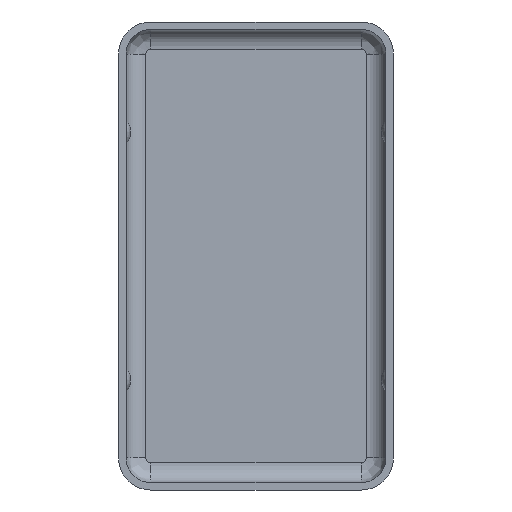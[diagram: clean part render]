
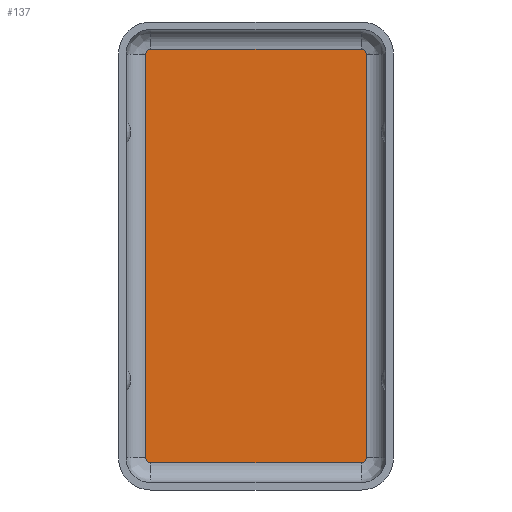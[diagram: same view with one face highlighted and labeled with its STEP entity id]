
A CAD part, front view. The second image highlights one B-rep face of the part: STEP entity #137.
In plain terms, the highlighted planar face has unit normal (0, -1, 0).
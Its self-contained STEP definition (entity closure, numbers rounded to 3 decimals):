
#137 = ADVANCED_FACE( 'NONE', ( #284 ), #285, .T. );
#284 = FACE_OUTER_BOUND( '', #539, .T. );
#285 = PLANE( '', #540 );
#539 = EDGE_LOOP( '', ( #898, #899, #900, #901, #902, #903, #904, #905 ) );
#540 = AXIS2_PLACEMENT_3D( '', #906, #907, #908 );
#898 = ORIENTED_EDGE( '', *, *, #1006, .F. );
#899 = ORIENTED_EDGE( '', *, *, #1074, .F. );
#900 = ORIENTED_EDGE( '', *, *, #956, .F. );
#901 = ORIENTED_EDGE( '', *, *, #1052, .T. );
#902 = ORIENTED_EDGE( '', *, *, #1025, .T. );
#903 = ORIENTED_EDGE( '', *, *, #1062, .F. );
#904 = ORIENTED_EDGE( '', *, *, #1041, .T. );
#905 = ORIENTED_EDGE( '', *, *, #1075, .T. );
#906 = CARTESIAN_POINT( '', ( 4.25, 0., -8.15 ) );
#907 = DIRECTION( '', ( 0., -1., 0. ) );
#908 = DIRECTION( '', ( 0., 0., -1. ) );
#956 = EDGE_CURVE( 'NONE', #1088, #1090, #1091, .T. );
#1006 = EDGE_CURVE( 'NONE', #1169, #1171, #1172, .T. );
#1025 = EDGE_CURVE( 'NONE', #1200, #1198, #1201, .T. );
#1041 = EDGE_CURVE( 'NONE', #1224, #1222, #1225, .T. );
#1052 = EDGE_CURVE( 'NONE', #1088, #1200, #1237, .T. );
#1062 = EDGE_CURVE( 'NONE', #1224, #1198, #1248, .T. );
#1074 = EDGE_CURVE( 'NONE', #1090, #1169, #1261, .T. );
#1075 = EDGE_CURVE( 'NONE', #1222, #1171, #1262, .T. );
#1088 = VERTEX_POINT( 'NONE', #1276 );
#1090 = VERTEX_POINT( 'NONE', #1278 );
#1091 = LINE( '', #1279, #1280 );
#1169 = VERTEX_POINT( 'NONE', #1373 );
#1171 = VERTEX_POINT( 'NONE', #1375 );
#1172 = LINE( '', #1376, #1377 );
#1198 = VERTEX_POINT( 'NONE', #1411 );
#1200 = VERTEX_POINT( 'NONE', #1413 );
#1201 = LINE( '', #1414, #1415 );
#1222 = VERTEX_POINT( 'NONE', #1442 );
#1224 = VERTEX_POINT( 'NONE', #1444 );
#1225 = LINE( '', #1445, #1446 );
#1237 = CIRCLE( '', #1459, 0.2 );
#1248 = CIRCLE( '', #1472, 0.2 );
#1261 = CIRCLE( '', #1488, 0.2 );
#1262 = CIRCLE( '', #1489, 0.2 );
#1276 = CARTESIAN_POINT( '', ( 4.45, 0., 8.15 ) );
#1278 = CARTESIAN_POINT( '', ( 4.45, 0., -8.15 ) );
#1279 = CARTESIAN_POINT( '', ( 4.45, 0., 0. ) );
#1280 = VECTOR( '', #1502, 1000. );
#1373 = CARTESIAN_POINT( '', ( 4.25, 0., -8.35 ) );
#1375 = CARTESIAN_POINT( '', ( -4.25, 0., -8.35 ) );
#1376 = CARTESIAN_POINT( '', ( 4.25, 0., -8.35 ) );
#1377 = VECTOR( '', #1581, 1000. );
#1411 = CARTESIAN_POINT( '', ( -4.25, 0., 8.35 ) );
#1413 = CARTESIAN_POINT( '', ( 4.25, 0., 8.35 ) );
#1414 = CARTESIAN_POINT( '', ( 4.25, 0., 8.35 ) );
#1415 = VECTOR( '', #1608, 1000. );
#1442 = CARTESIAN_POINT( '', ( -4.45, 0., -8.15 ) );
#1444 = CARTESIAN_POINT( '', ( -4.45, 0., 8.15 ) );
#1445 = CARTESIAN_POINT( '', ( -4.45, 0., 0. ) );
#1446 = VECTOR( '', #1627, 1000. );
#1459 = AXIS2_PLACEMENT_3D( '', #1641, #1642, #1643 );
#1472 = AXIS2_PLACEMENT_3D( '', #1655, #1656, #1657 );
#1488 = AXIS2_PLACEMENT_3D( '', #1673, #1674, #1675 );
#1489 = AXIS2_PLACEMENT_3D( '', #1676, #1677, #1678 );
#1502 = DIRECTION( '', ( 0., 0., -1. ) );
#1581 = DIRECTION( '', ( -1., 0., 0. ) );
#1608 = DIRECTION( '', ( -1., 0., 0. ) );
#1627 = DIRECTION( '', ( 0., 0., -1. ) );
#1641 = CARTESIAN_POINT( '', ( 4.25, 0., 8.15 ) );
#1642 = DIRECTION( '', ( 0., -1., 0. ) );
#1643 = DIRECTION( '', ( 0., 0., -1. ) );
#1655 = CARTESIAN_POINT( '', ( -4.25, 0., 8.15 ) );
#1656 = DIRECTION( '', ( 0., 1., 0. ) );
#1657 = DIRECTION( '', ( 0., 0., -1. ) );
#1673 = CARTESIAN_POINT( '', ( 4.25, 0., -8.15 ) );
#1674 = DIRECTION( '', ( 0., 1., 0. ) );
#1675 = DIRECTION( '', ( 0., 0., 1. ) );
#1676 = CARTESIAN_POINT( '', ( -4.25, 0., -8.15 ) );
#1677 = DIRECTION( '', ( 0., -1., 0. ) );
#1678 = DIRECTION( '', ( 0., 0., 1. ) );
